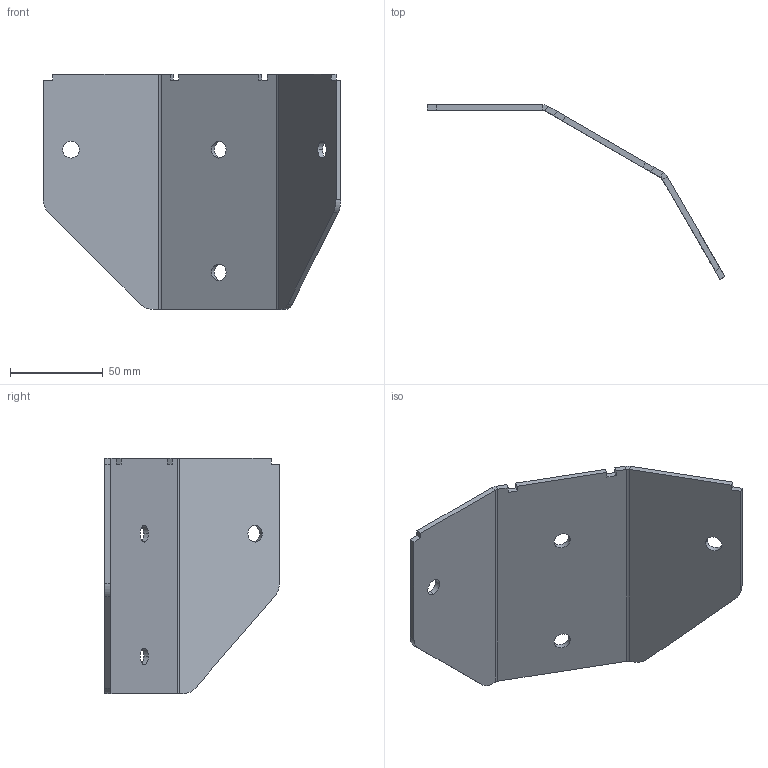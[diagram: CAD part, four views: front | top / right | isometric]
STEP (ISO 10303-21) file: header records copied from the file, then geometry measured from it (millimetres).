
FILE_DESCRIPTION (( 'STEP AP203' ), '1' );
FILE_NAME ('CV03-C-13_REV_A.step', '2025-08-17T05:08:23', ( '' ), ( '' ), 'SwSTEP 2.0', 'SolidWorks 2024', '' );
FILE_SCHEMA (( 'CONFIG_CONTROL_DESIGN' ));
Length unit declared in the file: millimetre
Products named in the file (1): CV03-C-13_REV_A
Bounding box: 160.2 x 93.99 x 126.5 mm (x, y, z)
Volume: 65930.4 mm3; surface area: 46092.1 mm2
Topology: 1 solids, 1 shells, 48 faces, 122 edges, 76 vertices
Faces by surface type: plane 32, cylinder 16
Entity records: 1523 total; most frequent: DIRECTION 252, CARTESIAN_POINT 247, ORIENTED_EDGE 244, EDGE_CURVE 122, VECTOR 90, LINE 90, AXIS2_PLACEMENT_3D 81, VERTEX_POINT 76
